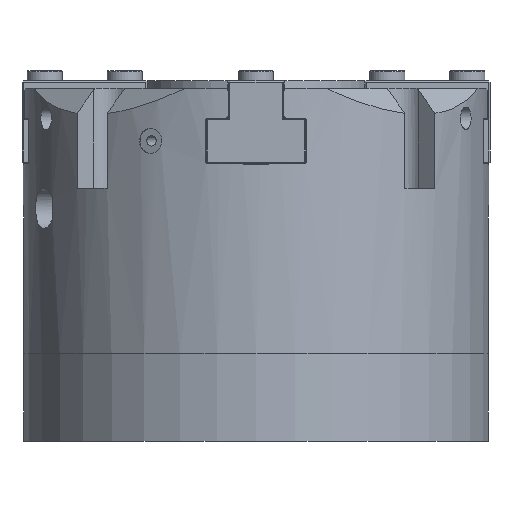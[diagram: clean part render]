
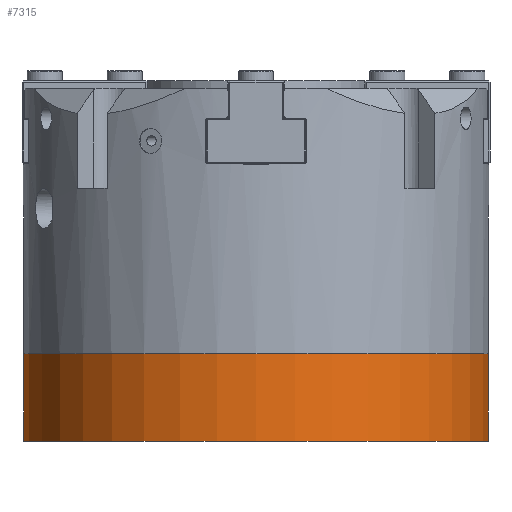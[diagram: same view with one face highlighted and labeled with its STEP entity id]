
A CAD part, left-side view. The second image highlights one B-rep face of the part: STEP entity #7315.
In plain terms, the highlighted cylindrical face has radius 93 mm (diameter 186 mm), a partial arc.
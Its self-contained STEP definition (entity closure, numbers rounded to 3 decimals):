
#678=CYLINDRICAL_SURFACE('',#8224,93.);
#1053=FACE_OUTER_BOUND('',#1505,.T.);
#1505=EDGE_LOOP('',(#6881,#6882,#6883,#6884));
#2059=LINE('',#13618,#2620);
#2066=LINE('',#13639,#2627);
#2620=VECTOR('',#10359,10.);
#2627=VECTOR('',#10380,10.);
#2985=CIRCLE('',#8222,93.);
#2987=CIRCLE('',#8225,93.);
#3708=VERTEX_POINT('',#13614);
#3710=VERTEX_POINT('',#13617);
#3716=VERTEX_POINT('',#13635);
#3717=VERTEX_POINT('',#13637);
#4761=EDGE_CURVE('',#3710,#3708,#2059,.T.);
#4772=EDGE_CURVE('',#3716,#3717,#2066,.T.);
#4776=EDGE_CURVE('',#3710,#3717,#2985,.T.);
#4778=EDGE_CURVE('',#3716,#3708,#2987,.T.);
#6881=ORIENTED_EDGE('',*,*,#4761,.T.);
#6882=ORIENTED_EDGE('',*,*,#4778,.F.);
#6883=ORIENTED_EDGE('',*,*,#4772,.T.);
#6884=ORIENTED_EDGE('',*,*,#4776,.F.);
#7315=ADVANCED_FACE('',(#1053),#678,.T.);
#8222=AXIS2_PLACEMENT_3D('',#13647,#10388,#10389);
#8224=AXIS2_PLACEMENT_3D('',#13649,#10392,#10393);
#8225=AXIS2_PLACEMENT_3D('',#13650,#10394,#10395);
#10359=DIRECTION('',(0.,0.,-1.));
#10380=DIRECTION('',(0.,0.,1.));
#10388=DIRECTION('center_axis',(0.,0.,1.));
#10389=DIRECTION('ref_axis',(-1.,0.,0.));
#10392=DIRECTION('center_axis',(0.,0.,1.));
#10393=DIRECTION('ref_axis',(-1.,0.,0.));
#10394=DIRECTION('center_axis',(0.,0.,-1.));
#10395=DIRECTION('ref_axis',(-1.,0.,0.));
#13614=CARTESIAN_POINT('',(92.806,6.,0.));
#13617=CARTESIAN_POINT('',(92.806,6.,35.));
#13618=CARTESIAN_POINT('',(92.806,6.,0.));
#13635=CARTESIAN_POINT('',(-92.806,6.,0.));
#13637=CARTESIAN_POINT('',(-92.806,6.,35.));
#13639=CARTESIAN_POINT('',(-92.806,6.,0.));
#13647=CARTESIAN_POINT('Origin',(0.,0.,35.));
#13649=CARTESIAN_POINT('Origin',(0.,0.,0.));
#13650=CARTESIAN_POINT('Origin',(0.,0.,0.));
